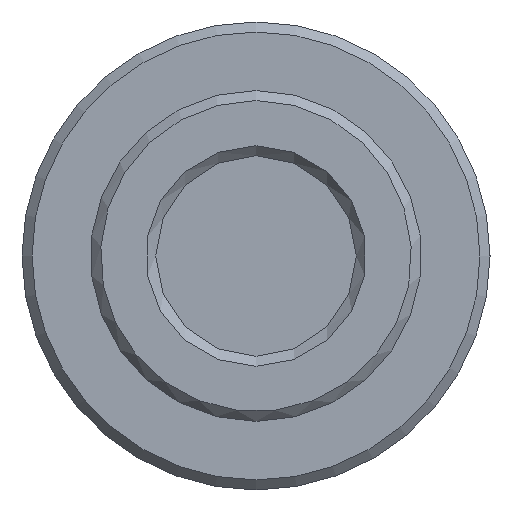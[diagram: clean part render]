
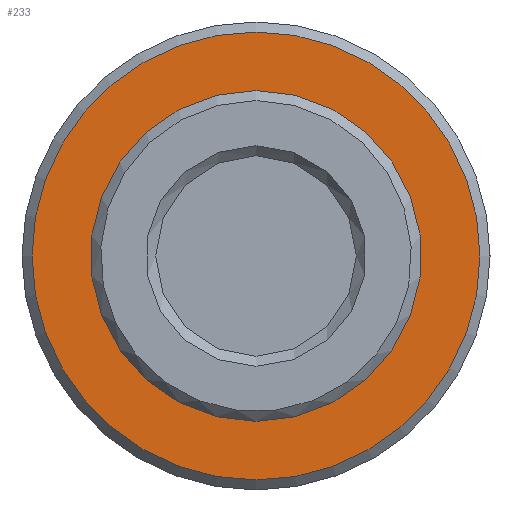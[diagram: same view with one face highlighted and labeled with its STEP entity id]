
A CAD part, left-side view. The second image highlights one B-rep face of the part: STEP entity #233.
In plain terms, the highlighted planar face has unit normal (-1, 0, 0).
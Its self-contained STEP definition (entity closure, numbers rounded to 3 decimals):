
#233 = ADVANCED_FACE( '', ( #613, #614 ), #615, .T. );
#613 = FACE_BOUND( '', #1158, .T. );
#614 = FACE_OUTER_BOUND( '', #1159, .T. );
#615 = PLANE( '', #1160 );
#1158 = EDGE_LOOP( '', ( #1854 ) );
#1159 = EDGE_LOOP( '', ( #1855 ) );
#1160 = AXIS2_PLACEMENT_3D( '', #1856, #1857, #1858 );
#1854 = ORIENTED_EDGE( '', *, *, #3383, .F. );
#1855 = ORIENTED_EDGE( '', *, *, #3384, .F. );
#1856 = CARTESIAN_POINT( '', ( 15., 0., -4. ) );
#1857 = DIRECTION( '', ( -1., 0., 0. ) );
#1858 = DIRECTION( '', ( 0., 0., 1. ) );
#3383 = EDGE_CURVE( '', #4131, #4131, #4132, .T. );
#3384 = EDGE_CURVE( '', #4133, #4133, #4134, .T. );
#4131 = VERTEX_POINT( '', #5412 );
#4132 = CIRCLE( '', #5413, 4.95 );
#4133 = VERTEX_POINT( '', #5414 );
#4134 = CIRCLE( '', #5415, 6.7 );
#5412 = CARTESIAN_POINT( '', ( 15., 0., 0.95 ) );
#5413 = AXIS2_PLACEMENT_3D( '', #6640, #6641, #6642 );
#5414 = CARTESIAN_POINT( '', ( 15., 0., 2.7 ) );
#5415 = AXIS2_PLACEMENT_3D( '', #6643, #6644, #6645 );
#6640 = CARTESIAN_POINT( '', ( 15., 0., -4. ) );
#6641 = DIRECTION( '', ( -1., 0., 0. ) );
#6642 = DIRECTION( '', ( 0., 0., 1. ) );
#6643 = CARTESIAN_POINT( '', ( 15., 0., -4. ) );
#6644 = DIRECTION( '', ( 1., 0., 0. ) );
#6645 = DIRECTION( '', ( 0., 0., 1. ) );
